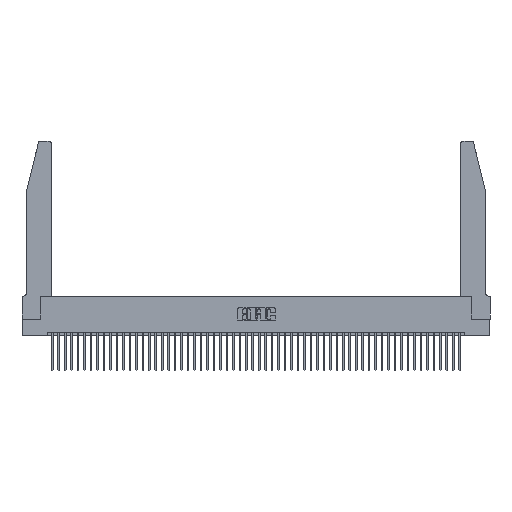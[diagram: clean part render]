
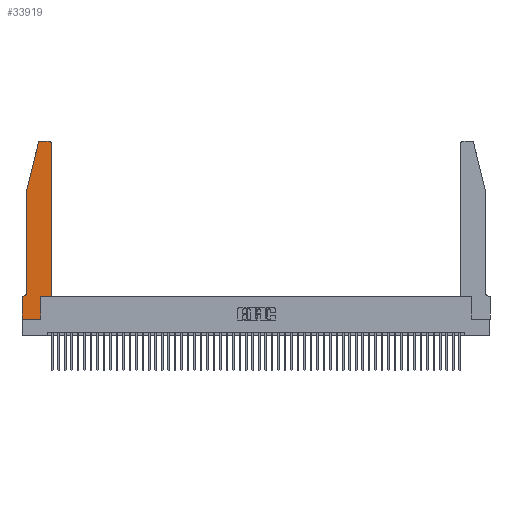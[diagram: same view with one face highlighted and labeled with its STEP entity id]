
A CAD part, top view. The second image highlights one B-rep face of the part: STEP entity #33919.
In plain terms, the highlighted planar face has unit normal (0, 0, 1).
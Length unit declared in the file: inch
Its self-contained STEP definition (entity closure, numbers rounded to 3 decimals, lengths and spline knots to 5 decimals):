
#227 = VECTOR ( 'NONE', #34871, 39.37008 ) ;
#986 = DIRECTION ( 'NONE',  ( -0.239, -0.971, 0. ) ) ;
#1406 = CARTESIAN_POINT ( 'NONE',  ( 0.2605, 2.75, 0.37 ) ) ;
#1652 = EDGE_CURVE ( 'NONE', #51920, #4516, #29527, .T. ) ;
#1676 = CARTESIAN_POINT ( 'NONE',  ( 0.4505, 0.35, 0.37 ) ) ;
#1681 = VERTEX_POINT ( 'NONE', #3946 ) ;
#3543 = CIRCLE ( 'NONE', #10688, 0.03 ) ;
#3607 = DIRECTION ( 'NONE',  ( 1., 0., 0. ) ) ;
#3943 = EDGE_CURVE ( 'NONE', #39346, #23805, #3543, .T. ) ;
#3946 = CARTESIAN_POINT ( 'NONE',  ( 0.0755, 0.42, 0.37 ) ) ;
#3989 = LINE ( 'NONE', #29251, #41082 ) ;
#4300 = DIRECTION ( 'NONE',  ( 0., 0., 1. ) ) ;
#4516 = VERTEX_POINT ( 'NONE', #51354 ) ;
#4613 = LINE ( 'NONE', #23274, #227 ) ;
#5166 = DIRECTION ( 'NONE',  ( 0., -1., 0. ) ) ;
#6570 = VERTEX_POINT ( 'NONE', #43619 ) ;
#6635 = AXIS2_PLACEMENT_3D ( 'NONE', #51922, #23989, #28030 ) ;
#7688 = CARTESIAN_POINT ( 'NONE',  ( 0.284, 2.72, 0.37 ) ) ;
#7777 = VECTOR ( 'NONE', #986, 39.37008 ) ;
#8377 = CARTESIAN_POINT ( 'NONE',  ( 0., 0.35, 0.37 ) ) ;
#8905 = CARTESIAN_POINT ( 'NONE',  ( 0.4505, 2.72, 0.37 ) ) ;
#9513 = EDGE_CURVE ( 'NONE', #13110, #35771, #31868, .T. ) ;
#9999 = LINE ( 'NONE', #25082, #13083 ) ;
#10009 = VECTOR ( 'NONE', #44348, 39.37008 ) ;
#10089 = LINE ( 'NONE', #50245, #51565 ) ;
#10688 = AXIS2_PLACEMENT_3D ( 'NONE', #7688, #19947, #3607 ) ;
#12213 = PLANE ( 'NONE',  #44101 ) ;
#12324 = EDGE_CURVE ( 'NONE', #35771, #51920, #10089, .T. ) ;
#13028 = CARTESIAN_POINT ( 'NONE',  ( 0.4205, 2.75, 0.37 ) ) ;
#13083 = VECTOR ( 'NONE', #21567, 39.37008 ) ;
#13110 = VERTEX_POINT ( 'NONE', #37041 ) ;
#13269 = VERTEX_POINT ( 'NONE', #8905 ) ;
#13845 = DIRECTION ( 'NONE',  ( -1., 0., 0. ) ) ;
#14026 = CARTESIAN_POINT ( 'NONE',  ( 0.284, 2.75, 0.37 ) ) ;
#14524 = CARTESIAN_POINT ( 'NONE',  ( 0.0755, 0.35, 0.37 ) ) ;
#14617 = ORIENTED_EDGE ( 'NONE', *, *, #1652, .T. ) ;
#14679 = VERTEX_POINT ( 'NONE', #13028 ) ;
#14798 = CIRCLE ( 'NONE', #26823, 0.07 ) ;
#15095 = LINE ( 'NONE', #1676, #41541 ) ;
#15413 = VECTOR ( 'NONE', #13845, 39.37008 ) ;
#15612 = EDGE_CURVE ( 'NONE', #1681, #13110, #14798, .T. ) ;
#17288 = CIRCLE ( 'NONE', #6635, 0.03 ) ;
#18913 = FACE_OUTER_BOUND ( 'NONE', #27833, .T. ) ;
#19947 = DIRECTION ( 'NONE',  ( 0., 0., 1. ) ) ;
#20444 = DIRECTION ( 'NONE',  ( 1., 0., 0. ) ) ;
#21302 = ORIENTED_EDGE ( 'NONE', *, *, #22478, .T. ) ;
#21567 = DIRECTION ( 'NONE',  ( 0., 1., 0. ) ) ;
#21669 = CARTESIAN_POINT ( 'NONE',  ( 0.2865, 0.35, 0.37 ) ) ;
#21696 = DIRECTION ( 'NONE',  ( 1., 0., 0. ) ) ;
#22161 = ORIENTED_EDGE ( 'NONE', *, *, #30082, .T. ) ;
#22478 = EDGE_CURVE ( 'NONE', #6570, #13269, #4613, .T. ) ;
#22505 = ORIENTED_EDGE ( 'NONE', *, *, #31439, .T. ) ;
#22809 = CARTESIAN_POINT ( 'NONE',  ( 0.25487, 2.72718, 0.37 ) ) ;
#22989 = LINE ( 'NONE', #1406, #15413 ) ;
#23274 = CARTESIAN_POINT ( 'NONE',  ( 0.4505, 0.35, 0.37 ) ) ;
#23805 = VERTEX_POINT ( 'NONE', #22809 ) ;
#23989 = DIRECTION ( 'NONE',  ( 0., 0., 1. ) ) ;
#24086 = LINE ( 'NONE', #30343, #7777 ) ;
#25037 = ORIENTED_EDGE ( 'NONE', *, *, #41254, .T. ) ;
#25082 = CARTESIAN_POINT ( 'NONE',  ( 0.2865, 0.35, 0.37 ) ) ;
#26823 = AXIS2_PLACEMENT_3D ( 'NONE', #50916, #31412, #38941 ) ;
#27833 = EDGE_LOOP ( 'NONE', ( #22505, #49432, #22161, #28922, #40248, #41695, #28816, #14617, #30547, #39473, #21302, #25037 ) ) ;
#28030 = DIRECTION ( 'NONE',  ( 1., 0., 0. ) ) ;
#28816 = ORIENTED_EDGE ( 'NONE', *, *, #12324, .T. ) ;
#28922 = ORIENTED_EDGE ( 'NONE', *, *, #32419, .T. ) ;
#29251 = CARTESIAN_POINT ( 'NONE',  ( 0.0755, 2., 0.37 ) ) ;
#29527 = LINE ( 'NONE', #48236, #10009 ) ;
#30082 = EDGE_CURVE ( 'NONE', #23805, #36632, #24086, .T. ) ;
#30343 = CARTESIAN_POINT ( 'NONE',  ( 0.0755, 2., 0.37 ) ) ;
#30547 = ORIENTED_EDGE ( 'NONE', *, *, #49604, .T. ) ;
#31179 = CARTESIAN_POINT ( 'NONE',  ( 0., 0., 0.37 ) ) ;
#31412 = DIRECTION ( 'NONE',  ( 0., 0., -1. ) ) ;
#31439 = EDGE_CURVE ( 'NONE', #14679, #39346, #22989, .T. ) ;
#31868 = LINE ( 'NONE', #14524, #39412 ) ;
#32419 = EDGE_CURVE ( 'NONE', #36632, #1681, #3989, .T. ) ;
#33919 = ADVANCED_FACE ( 'NONE', ( #18913 ), #12213, .T. ) ;
#34229 = DIRECTION ( 'NONE',  ( 0., -1., 0. ) ) ;
#34380 = DIRECTION ( 'NONE',  ( -1., 0., 0. ) ) ;
#34871 = DIRECTION ( 'NONE',  ( 0., 1., 0. ) ) ;
#35771 = VERTEX_POINT ( 'NONE', #45136 ) ;
#36632 = VERTEX_POINT ( 'NONE', #50521 ) ;
#37041 = CARTESIAN_POINT ( 'NONE',  ( 0.0055, 0.35, 0.37 ) ) ;
#38941 = DIRECTION ( 'NONE',  ( -1., 0., 0. ) ) ;
#39346 = VERTEX_POINT ( 'NONE', #14026 ) ;
#39412 = VECTOR ( 'NONE', #34380, 39.37008 ) ;
#39473 = ORIENTED_EDGE ( 'NONE', *, *, #51824, .T. ) ;
#40248 = ORIENTED_EDGE ( 'NONE', *, *, #15612, .T. ) ;
#41082 = VECTOR ( 'NONE', #5166, 39.37008 ) ;
#41254 = EDGE_CURVE ( 'NONE', #13269, #14679, #17288, .T. ) ;
#41541 = VECTOR ( 'NONE', #21696, 39.37008 ) ;
#41695 = ORIENTED_EDGE ( 'NONE', *, *, #9513, .T. ) ;
#43619 = CARTESIAN_POINT ( 'NONE',  ( 0.4505, 0.35, 0.37 ) ) ;
#44101 = AXIS2_PLACEMENT_3D ( 'NONE', #8377, #4300, #20444 ) ;
#44348 = DIRECTION ( 'NONE',  ( 1., 0., 0. ) ) ;
#45136 = CARTESIAN_POINT ( 'NONE',  ( 0., 0.35, 0.37 ) ) ;
#48236 = CARTESIAN_POINT ( 'NONE',  ( 0., 0., 0.37 ) ) ;
#48564 = VERTEX_POINT ( 'NONE', #21669 ) ;
#49432 = ORIENTED_EDGE ( 'NONE', *, *, #3943, .T. ) ;
#49604 = EDGE_CURVE ( 'NONE', #4516, #48564, #9999, .T. ) ;
#50245 = CARTESIAN_POINT ( 'NONE',  ( 0., 0., 0.37 ) ) ;
#50521 = CARTESIAN_POINT ( 'NONE',  ( 0.0755, 2., 0.37 ) ) ;
#50916 = CARTESIAN_POINT ( 'NONE',  ( 0.0055, 0.42, 0.37 ) ) ;
#51354 = CARTESIAN_POINT ( 'NONE',  ( 0.2865, 0., 0.37 ) ) ;
#51565 = VECTOR ( 'NONE', #34229, 39.37008 ) ;
#51824 = EDGE_CURVE ( 'NONE', #48564, #6570, #15095, .T. ) ;
#51920 = VERTEX_POINT ( 'NONE', #31179 ) ;
#51922 = CARTESIAN_POINT ( 'NONE',  ( 0.4205, 2.72, 0.37 ) ) ;
